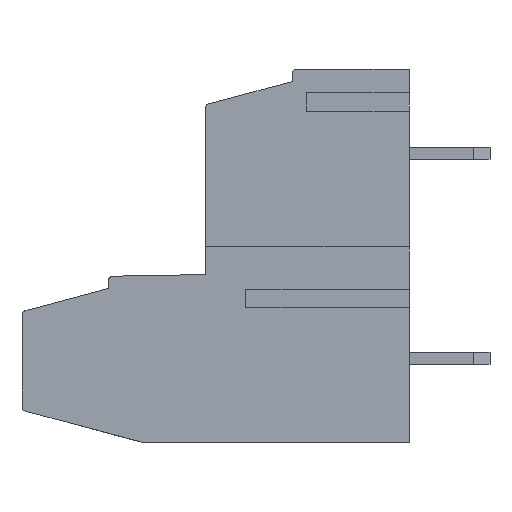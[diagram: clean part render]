
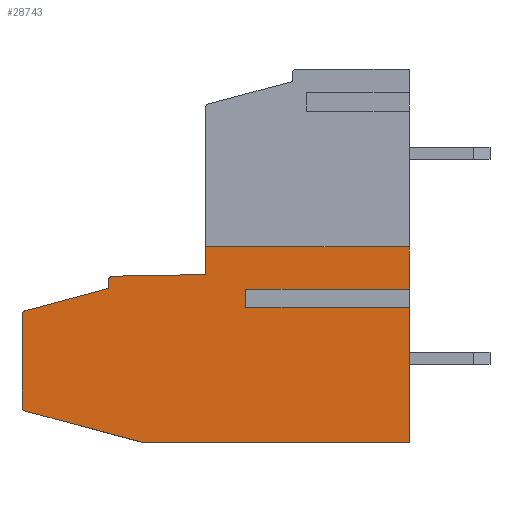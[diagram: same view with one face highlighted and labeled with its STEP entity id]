
A CAD part, left-side view. The second image highlights one B-rep face of the part: STEP entity #28743.
In plain terms, the highlighted planar face has unit normal (-1, 0, 0).
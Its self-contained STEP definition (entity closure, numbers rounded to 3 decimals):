
#268 = ORIENTED_EDGE ( 'NONE', *, *, #32103, .F. ) ;
#463 = CARTESIAN_POINT ( 'NONE',  ( -2.54, 19.2, -4.19 ) ) ;
#483 = ORIENTED_EDGE ( 'NONE', *, *, #754, .T. ) ;
#737 = CARTESIAN_POINT ( 'NONE',  ( -2.54, 0., -4.19 ) ) ;
#754 = EDGE_CURVE ( 'NONE', #22158, #6037, #3320, .T. ) ;
#916 = VERTEX_POINT ( 'NONE', #30986 ) ;
#1088 = CIRCLE ( 'NONE', #1708, 0.2 ) ;
#1577 = CARTESIAN_POINT ( 'NONE',  ( -2.54, 0., -4.19 ) ) ;
#1708 = AXIS2_PLACEMENT_3D ( 'NONE', #39464, #2134, #26908 ) ;
#2134 = DIRECTION ( 'NONE',  ( -1., 0., 0. ) ) ;
#2224 = DIRECTION ( 'NONE',  ( -1., 0., 0. ) ) ;
#3182 = ORIENTED_EDGE ( 'NONE', *, *, #5545, .F. ) ;
#3320 = LINE ( 'NONE', #37593, #5813 ) ;
#3561 = CARTESIAN_POINT ( 'NONE',  ( -2.54, 13.2, -4.19 ) ) ;
#3581 = CARTESIAN_POINT ( 'NONE',  ( -2.54, 14.7, 3.86 ) ) ;
#4332 = LINE ( 'NONE', #26230, #5057 ) ;
#4590 = CARTESIAN_POINT ( 'NONE',  ( -2.54, 14.9, 4.056 ) ) ;
#5028 = CIRCLE ( 'NONE', #25316, 0.2 ) ;
#5057 = VECTOR ( 'NONE', #6594, 1000. ) ;
#5176 = LINE ( 'NONE', #26890, #39028 ) ;
#5257 = CARTESIAN_POINT ( 'NONE',  ( -2.54, 19.2, 2.151 ) ) ;
#5545 = EDGE_CURVE ( 'NONE', #916, #35309, #9357, .T. ) ;
#5813 = VECTOR ( 'NONE', #30828, 1000. ) ;
#6037 = VERTEX_POINT ( 'NONE', #37841 ) ;
#6289 = VERTEX_POINT ( 'NONE', #5257 ) ;
#6528 = EDGE_CURVE ( 'NONE', #13230, #25711, #13799, .T. ) ;
#6594 = DIRECTION ( 'NONE',  ( 0., 0., -1. ) ) ;
#6625 = CARTESIAN_POINT ( 'NONE',  ( -2.54, 14.703, 4.06 ) ) ;
#6923 = ORIENTED_EDGE ( 'NONE', *, *, #10588, .T. ) ;
#7049 = EDGE_CURVE ( 'NONE', #13230, #18887, #29745, .T. ) ;
#7632 = CARTESIAN_POINT ( 'NONE',  ( -2.54, 19.2, 5.51 ) ) ;
#8351 = CARTESIAN_POINT ( 'NONE',  ( -2.54, 0., 2.7 ) ) ;
#8420 = EDGE_CURVE ( 'NONE', #11548, #32880, #20120, .T. ) ;
#8608 = DIRECTION ( 'NONE',  ( 0., -1., 0. ) ) ;
#8880 = AXIS2_PLACEMENT_3D ( 'NONE', #463, #37979, #14105 ) ;
#9163 = EDGE_CURVE ( 'NONE', #11548, #14761, #19946, .T. ) ;
#9357 = LINE ( 'NONE', #14856, #32975 ) ;
#10588 = EDGE_CURVE ( 'NONE', #31917, #18887, #1088, .T. ) ;
#11114 = EDGE_CURVE ( 'NONE', #33786, #6289, #5028, .T. ) ;
#11383 = VECTOR ( 'NONE', #38883, 1000. ) ;
#11548 = VERTEX_POINT ( 'NONE', #6625 ) ;
#11813 = DIRECTION ( 'NONE',  ( 0., -1., 0. ) ) ;
#12588 = EDGE_CURVE ( 'NONE', #17712, #916, #4332, .T. ) ;
#12731 = VECTOR ( 'NONE', #39409, 1000. ) ;
#13007 = DIRECTION ( 'NONE',  ( -1., 0., 0. ) ) ;
#13230 = VERTEX_POINT ( 'NONE', #3561 ) ;
#13232 = CARTESIAN_POINT ( 'NONE',  ( -2.54, 19.2, -2.429 ) ) ;
#13318 = CARTESIAN_POINT ( 'NONE',  ( -2.54, 13.2, -4.19 ) ) ;
#13746 = CARTESIAN_POINT ( 'NONE',  ( -2.54, 0., 3.236 ) ) ;
#13799 = LINE ( 'NONE', #16861, #11383 ) ;
#14105 = DIRECTION ( 'NONE',  ( 0., 0., -1. ) ) ;
#14547 = ORIENTED_EDGE ( 'NONE', *, *, #17232, .F. ) ;
#14623 = ORIENTED_EDGE ( 'NONE', *, *, #6528, .T. ) ;
#14761 = VERTEX_POINT ( 'NONE', #32217 ) ;
#14856 = CARTESIAN_POINT ( 'NONE',  ( -2.54, 8.1, 2.7 ) ) ;
#14908 = CARTESIAN_POINT ( 'NONE',  ( -2.54, 8.1, 3.236 ) ) ;
#15248 = ORIENTED_EDGE ( 'NONE', *, *, #12588, .F. ) ;
#15917 = CARTESIAN_POINT ( 'NONE',  ( -2.54, 10.1, 5.51 ) ) ;
#16861 = CARTESIAN_POINT ( 'NONE',  ( -2.54, 19.2, -4.19 ) ) ;
#16883 = DIRECTION ( 'NONE',  ( 0., 0., 1. ) ) ;
#17232 = EDGE_CURVE ( 'NONE', #32880, #19473, #29984, .T. ) ;
#17622 = DIRECTION ( 'NONE',  ( 0., 0., 1. ) ) ;
#17712 = VERTEX_POINT ( 'NONE', #24687 ) ;
#17744 = CARTESIAN_POINT ( 'NONE',  ( -2.54, 19., 2.151 ) ) ;
#18261 = ORIENTED_EDGE ( 'NONE', *, *, #25362, .T. ) ;
#18887 = VERTEX_POINT ( 'NONE', #35976 ) ;
#19018 = FACE_OUTER_BOUND ( 'NONE', #36868, .T. ) ;
#19346 = EDGE_CURVE ( 'NONE', #17712, #22158, #24352, .T. ) ;
#19473 = VERTEX_POINT ( 'NONE', #15917 ) ;
#19946 = CIRCLE ( 'NONE', #40340, 0.2 ) ;
#20120 = LINE ( 'NONE', #4590, #33875 ) ;
#20274 = CARTESIAN_POINT ( 'NONE',  ( -2.54, 10.1, 4.14 ) ) ;
#20465 = DIRECTION ( 'NONE',  ( 0., 0., 1. ) ) ;
#21102 = EDGE_CURVE ( 'NONE', #32375, #14761, #5176, .T. ) ;
#21920 = ORIENTED_EDGE ( 'NONE', *, *, #21102, .F. ) ;
#22158 = VERTEX_POINT ( 'NONE', #13746 ) ;
#22298 = CARTESIAN_POINT ( 'NONE',  ( -2.54, 19.052, 2.344 ) ) ;
#22363 = VECTOR ( 'NONE', #16883, 1000. ) ;
#22398 = DIRECTION ( 'NONE',  ( 0., 0., -1. ) ) ;
#23982 = LINE ( 'NONE', #7632, #12731 ) ;
#24352 = LINE ( 'NONE', #14908, #31147 ) ;
#24687 = CARTESIAN_POINT ( 'NONE',  ( -2.54, 8.1, 3.236 ) ) ;
#24864 = CARTESIAN_POINT ( 'NONE',  ( -2.54, 14.9, 3.456 ) ) ;
#25316 = AXIS2_PLACEMENT_3D ( 'NONE', #17744, #2224, #27213 ) ;
#25362 = EDGE_CURVE ( 'NONE', #25711, #35309, #26137, .T. ) ;
#25711 = VERTEX_POINT ( 'NONE', #737 ) ;
#26036 = ORIENTED_EDGE ( 'NONE', *, *, #11114, .T. ) ;
#26050 = CARTESIAN_POINT ( 'NONE',  ( -2.54, 10.1, 4.14 ) ) ;
#26137 = LINE ( 'NONE', #1577, #22363 ) ;
#26230 = CARTESIAN_POINT ( 'NONE',  ( -2.54, 8.1, 3.236 ) ) ;
#26250 = VECTOR ( 'NONE', #28311, 1000. ) ;
#26435 = ORIENTED_EDGE ( 'NONE', *, *, #34713, .F. ) ;
#26659 = ORIENTED_EDGE ( 'NONE', *, *, #28566, .F. ) ;
#26751 = ORIENTED_EDGE ( 'NONE', *, *, #7049, .F. ) ;
#26890 = CARTESIAN_POINT ( 'NONE',  ( -2.54, 14.9, 3.456 ) ) ;
#26908 = DIRECTION ( 'NONE',  ( 0., 0., -1. ) ) ;
#27213 = DIRECTION ( 'NONE',  ( 0., 0., -1. ) ) ;
#28311 = DIRECTION ( 'NONE',  ( 0., 0., 1. ) ) ;
#28566 = EDGE_CURVE ( 'NONE', #19473, #6037, #23982, .T. ) ;
#28743 = ADVANCED_FACE ( 'NONE', ( #19018 ), #31621, .F. ) ;
#29415 = DIRECTION ( 'NONE',  ( 0., -0.966, 0.259 ) ) ;
#29745 = LINE ( 'NONE', #13318, #35702 ) ;
#29984 = LINE ( 'NONE', #20274, #33568 ) ;
#30828 = DIRECTION ( 'NONE',  ( 0., 0., 1. ) ) ;
#30986 = CARTESIAN_POINT ( 'NONE',  ( -2.54, 8.1, 2.7 ) ) ;
#31147 = VECTOR ( 'NONE', #8608, 1000. ) ;
#31621 = PLANE ( 'NONE',  #8880 ) ;
#31630 = CARTESIAN_POINT ( 'NONE',  ( -2.54, 19.2, -4.19 ) ) ;
#31917 = VERTEX_POINT ( 'NONE', #13232 ) ;
#32103 = EDGE_CURVE ( 'NONE', #33786, #32375, #35213, .T. ) ;
#32217 = CARTESIAN_POINT ( 'NONE',  ( -2.54, 14.9, 3.86 ) ) ;
#32375 = VERTEX_POINT ( 'NONE', #24864 ) ;
#32880 = VERTEX_POINT ( 'NONE', #26050 ) ;
#32975 = VECTOR ( 'NONE', #11813, 1000. ) ;
#33568 = VECTOR ( 'NONE', #20465, 1000. ) ;
#33786 = VERTEX_POINT ( 'NONE', #22298 ) ;
#33875 = VECTOR ( 'NONE', #33939, 1000. ) ;
#33939 = DIRECTION ( 'NONE',  ( 0., -1., 0.017 ) ) ;
#34713 = EDGE_CURVE ( 'NONE', #31917, #6289, #38174, .T. ) ;
#35213 = LINE ( 'NONE', #38657, #35977 ) ;
#35309 = VERTEX_POINT ( 'NONE', #8351 ) ;
#35526 = DIRECTION ( 'NONE',  ( 0., 0.966, 0.259 ) ) ;
#35702 = VECTOR ( 'NONE', #35526, 1000. ) ;
#35976 = CARTESIAN_POINT ( 'NONE',  ( -2.54, 19.052, -2.622 ) ) ;
#35977 = VECTOR ( 'NONE', #29415, 1000. ) ;
#36649 = ORIENTED_EDGE ( 'NONE', *, *, #9163, .T. ) ;
#36868 = EDGE_LOOP ( 'NONE', ( #40352, #36649, #21920, #268, #26036, #26435, #6923, #26751, #14623, #18261, #3182, #15248, #40548, #483, #26659, #14547 ) ) ;
#37593 = CARTESIAN_POINT ( 'NONE',  ( -2.54, 0., -4.19 ) ) ;
#37841 = CARTESIAN_POINT ( 'NONE',  ( -2.54, 0., 5.51 ) ) ;
#37979 = DIRECTION ( 'NONE',  ( 1., 0., 0. ) ) ;
#38174 = LINE ( 'NONE', #31630, #26250 ) ;
#38657 = CARTESIAN_POINT ( 'NONE',  ( -2.54, 19.2, 2.304 ) ) ;
#38883 = DIRECTION ( 'NONE',  ( 0., -1., 0. ) ) ;
#39028 = VECTOR ( 'NONE', #17622, 1000. ) ;
#39409 = DIRECTION ( 'NONE',  ( 0., -1., 0. ) ) ;
#39464 = CARTESIAN_POINT ( 'NONE',  ( -2.54, 19., -2.429 ) ) ;
#40340 = AXIS2_PLACEMENT_3D ( 'NONE', #3581, #13007, #22398 ) ;
#40352 = ORIENTED_EDGE ( 'NONE', *, *, #8420, .F. ) ;
#40548 = ORIENTED_EDGE ( 'NONE', *, *, #19346, .T. ) ;
